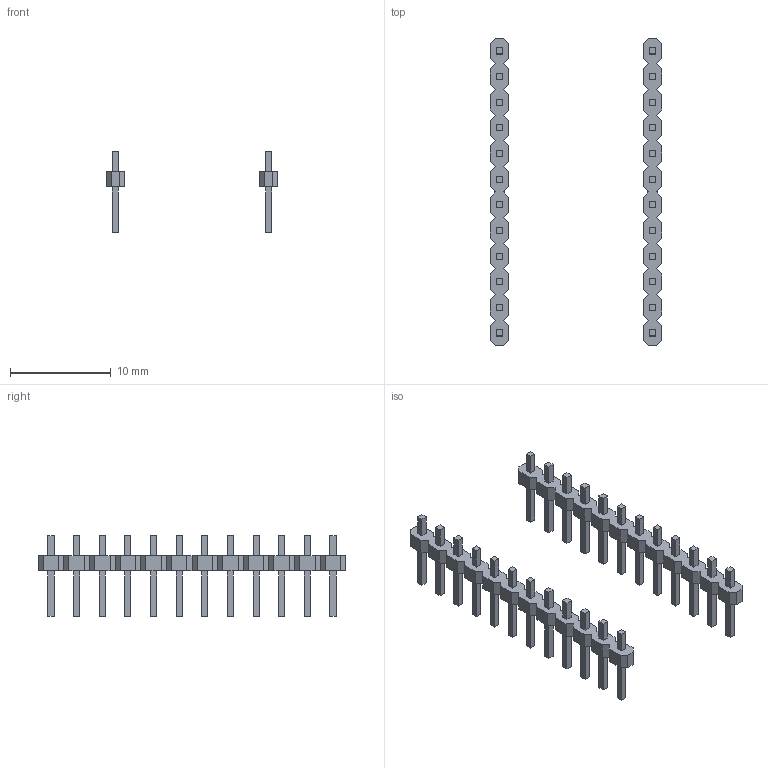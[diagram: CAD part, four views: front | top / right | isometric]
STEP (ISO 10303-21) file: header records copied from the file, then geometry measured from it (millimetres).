
FILE_DESCRIPTION(('HOOPS Exchange Step'),'2;1');
FILE_NAME('temp_export','2023-07-29T10:00:42+10:-30',('mobile'),('Shapr3D Limited'),'HOOPS Exchange 2023.1','Shapr3D','Authorized');
FILE_SCHEMA( ('AUTOMOTIVE_DESIGN { 1 0 10303 214 1 1 1 1 }') );
Length unit declared in the file: millimetre
Products named in the file (2): Pin Headers; root
Assembly tree (1 placements, depth 2):
  root
    Pin Headers
Bounding box: 17.04 x 30.48 x 8 mm (x, y, z)
Volume: 202.8 mm3; surface area: 787.4 mm2
Topology: 2 solids, 2 shells, 392 faces, 1020 edges, 680 vertices
Faces by surface type: plane 392
Entity records: 11945 total; most frequent: CARTESIAN_POINT 2094, ORIENTED_EDGE 2040, DIRECTION 1808, VECTOR 1020, LINE 1020, EDGE_CURVE 1020, VERTEX_POINT 680, EDGE_LOOP 440
